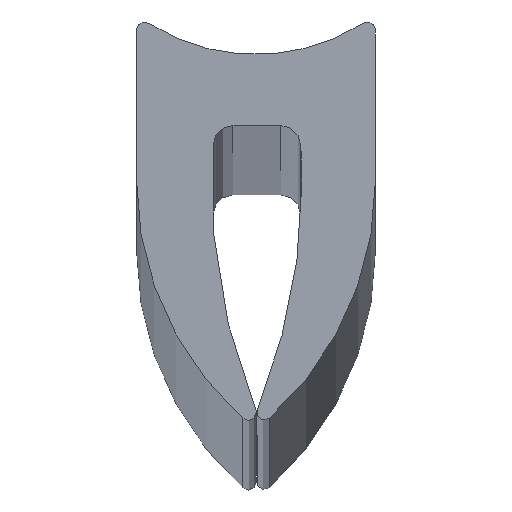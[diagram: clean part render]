
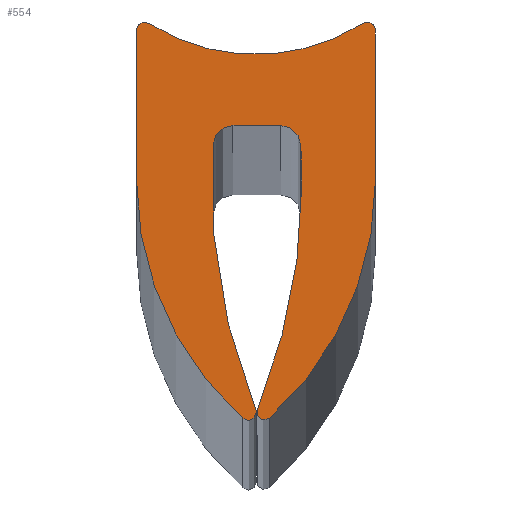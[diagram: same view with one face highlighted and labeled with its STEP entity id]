
A CAD part, top view. The second image highlights one B-rep face of the part: STEP entity #554.
In plain terms, the highlighted planar face has unit normal (0, 0, 1).
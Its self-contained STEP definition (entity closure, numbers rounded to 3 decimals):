
#2 = VERTEX_POINT ( 'NONE', #115 ) ;
#3 = VERTEX_POINT ( 'NONE', #114 ) ;
#5 = VERTEX_POINT ( 'NONE', #119 ) ;
#7 = VERTEX_POINT ( 'NONE', #123 ) ;
#8 = VERTEX_POINT ( 'NONE', #127 ) ;
#10 = VERTEX_POINT ( 'NONE', #125 ) ;
#14 = VERTEX_POINT ( 'NONE', #31 ) ;
#16 = VERTEX_POINT ( 'NONE', #118 ) ;
#17 = VERTEX_POINT ( 'NONE', #106 ) ;
#18 = VERTEX_POINT ( 'NONE', #94 ) ;
#23 = VERTEX_POINT ( 'NONE', #53 ) ;
#24 = VERTEX_POINT ( 'NONE', #52 ) ;
#30 = ORIENTED_EDGE ( 'NONE', *, *, #618, .T. ) ;
#31 = CARTESIAN_POINT ( 'NONE',  ( 2.987, 2.397, 0. ) ) ;
#32 = ORIENTED_EDGE ( 'NONE', *, *, #563, .T. ) ;
#40 = CARTESIAN_POINT ( 'NONE',  ( -0.339, -7.359, 0. ) ) ;
#45 = CARTESIAN_POINT ( 'NONE',  ( -3.013, -1.39, 0. ) ) ;
#46 = CARTESIAN_POINT ( 'NONE',  ( -0.591, 0., 0. ) ) ;
#47 = CARTESIAN_POINT ( 'NONE',  ( -0.006, -7.21, 0. ) ) ;
#48 = CARTESIAN_POINT ( 'NONE',  ( 2.679, 2.568, 0. ) ) ;
#52 = CARTESIAN_POINT ( 'NONE',  ( -2.705, 2.566, 0. ) ) ;
#53 = CARTESIAN_POINT ( 'NONE',  ( 1.109, -0.5, 0. ) ) ;
#56 = ORIENTED_EDGE ( 'NONE', *, *, #561, .T. ) ;
#63 = ORIENTED_EDGE ( 'NONE', *, *, #620, .T. ) ;
#64 = VERTEX_POINT ( 'NONE', #48 ) ;
#65 = VERTEX_POINT ( 'NONE', #47 ) ;
#66 = VERTEX_POINT ( 'NONE', #45 ) ;
#67 = VERTEX_POINT ( 'NONE', #46 ) ;
#69 = ORIENTED_EDGE ( 'NONE', *, *, #595, .T. ) ;
#71 = VERTEX_POINT ( 'NONE', #40 ) ;
#72 = ORIENTED_EDGE ( 'NONE', *, *, #536, .T. ) ;
#74 = ORIENTED_EDGE ( 'NONE', *, *, #557, .T. ) ;
#80 = ORIENTED_EDGE ( 'NONE', *, *, #607, .T. ) ;
#94 = CARTESIAN_POINT ( 'NONE',  ( 1.139, -1.449, 0. ) ) ;
#97 = ORIENTED_EDGE ( 'NONE', *, *, #625, .T. ) ;
#99 = EDGE_LOOP ( 'NONE', ( #30, #97, #74, #80, #105, #104, #121, #63, #128, #32, #108, #56, #288, #69, #72, #129, #132 ) ) ;
#104 = ORIENTED_EDGE ( 'NONE', *, *, #645, .T. ) ;
#105 = ORIENTED_EDGE ( 'NONE', *, *, #603, .T. ) ;
#106 = CARTESIAN_POINT ( 'NONE',  ( -0.021, -7.135, 0. ) ) ;
#108 = ORIENTED_EDGE ( 'NONE', *, *, #572, .T. ) ;
#114 = CARTESIAN_POINT ( 'NONE',  ( -3.013, 2.397, 0. ) ) ;
#115 = CARTESIAN_POINT ( 'NONE',  ( 0.024, -7.124, 0. ) ) ;
#118 = CARTESIAN_POINT ( 'NONE',  ( 0.32, -7.352, 0. ) ) ;
#119 = CARTESIAN_POINT ( 'NONE',  ( -1.091, -0.5, 0. ) ) ;
#121 = ORIENTED_EDGE ( 'NONE', *, *, #537, .T. ) ;
#123 = CARTESIAN_POINT ( 'NONE',  ( 2.987, -1.389, 0. ) ) ;
#125 = CARTESIAN_POINT ( 'NONE',  ( 0.609, 0., 0. ) ) ;
#127 = CARTESIAN_POINT ( 'NONE',  ( 2.987, 2.4, 0. ) ) ;
#128 = ORIENTED_EDGE ( 'NONE', *, *, #611, .T. ) ;
#129 = ORIENTED_EDGE ( 'NONE', *, *, #633, .T. ) ;
#132 = ORIENTED_EDGE ( 'NONE', *, *, #610, .T. ) ;
#179 = DIRECTION ( 'NONE',  ( 1., 0., 0. ) ) ;
#182 = DIRECTION ( 'NONE',  ( 0., 0., 1. ) ) ;
#183 = DIRECTION ( 'NONE',  ( 0., 0., 1. ) ) ;
#184 = DIRECTION ( 'NONE',  ( 1., 0., 0. ) ) ;
#186 = DIRECTION ( 'NONE',  ( 0., 0., 1. ) ) ;
#187 = CARTESIAN_POINT ( 'NONE',  ( -0.206, -7.21, 0. ) ) ;
#192 = DIRECTION ( 'NONE',  ( 0., 0., 1. ) ) ;
#194 = DIRECTION ( 'NONE',  ( 1., 0., 0. ) ) ;
#196 = CARTESIAN_POINT ( 'NONE',  ( 0.194, -7.21, 0. ) ) ;
#197 = DIRECTION ( 'NONE',  ( 1., 0., 0. ) ) ;
#201 = DIRECTION ( 'NONE',  ( 1., 0., 0. ) ) ;
#202 = CARTESIAN_POINT ( 'NONE',  ( -0.206, -7.21, 0. ) ) ;
#203 = DIRECTION ( 'NONE',  ( 1., 0., 0. ) ) ;
#204 = DIRECTION ( 'NONE',  ( 0., 0., 1. ) ) ;
#205 = DIRECTION ( 'NONE',  ( 1., 0., 0. ) ) ;
#217 = CARTESIAN_POINT ( 'NONE',  ( 4.987, -1.39, 0. ) ) ;
#218 = DIRECTION ( 'NONE',  ( 0., 0., -1. ) ) ;
#222 = CARTESIAN_POINT ( 'NONE',  ( -13.861, -1.449, 0. ) ) ;
#223 = CARTESIAN_POINT ( 'NONE',  ( 2.787, 2.4, 0. ) ) ;
#224 = DIRECTION ( 'NONE',  ( 0., 0., -1. ) ) ;
#288 = ORIENTED_EDGE ( 'NONE', *, *, #615, .T. ) ;
#302 = AXIS2_PLACEMENT_3D ( 'NONE', #409, #417, #416 ) ;
#305 = AXIS2_PLACEMENT_3D ( 'NONE', #401, #392, #410 ) ;
#341 = DIRECTION ( 'NONE',  ( 0., 1., 0. ) ) ;
#342 = CARTESIAN_POINT ( 'NONE',  ( 2.987, 2.397, 0. ) ) ;
#343 = LINE ( 'NONE', #342, #481 ) ;
#357 = DIRECTION ( 'NONE',  ( 1., 0., 0. ) ) ;
#358 = DIRECTION ( 'NONE',  ( 0., 0., 1. ) ) ;
#362 = CARTESIAN_POINT ( 'NONE',  ( -5.013, -1.389, 0. ) ) ;
#363 = DIRECTION ( 'NONE',  ( 1., 0., 0. ) ) ;
#364 = DIRECTION ( 'NONE',  ( 0., 0., 1. ) ) ;
#370 = DIRECTION ( 'NONE',  ( 1., 0., 0. ) ) ;
#371 = CARTESIAN_POINT ( 'NONE',  ( -0.015, 6.781, 0. ) ) ;
#372 = CARTESIAN_POINT ( 'NONE',  ( -0.591, -0.5, 0. ) ) ;
#382 = DIRECTION ( 'NONE',  ( 0., 0., 1. ) ) ;
#385 = DIRECTION ( 'NONE',  ( 0., 0., -1. ) ) ;
#390 = CARTESIAN_POINT ( 'NONE',  ( -0.591, 0., 0. ) ) ;
#392 = DIRECTION ( 'NONE',  ( 0., 0., 1. ) ) ;
#394 = CARTESIAN_POINT ( 'NONE',  ( 13.877, -1.49, 0. ) ) ;
#400 = PLANE ( 'NONE',  #462 ) ;
#401 = CARTESIAN_POINT ( 'NONE',  ( -2.813, 2.397, 0. ) ) ;
#403 = DIRECTION ( 'NONE',  ( 0., 0., -1. ) ) ;
#406 = DIRECTION ( 'NONE',  ( 1., 0., 0. ) ) ;
#408 = DIRECTION ( 'NONE',  ( 1., 0., 0. ) ) ;
#409 = CARTESIAN_POINT ( 'NONE',  ( -13.861, -1.449, 0. ) ) ;
#410 = DIRECTION ( 'NONE',  ( 1., 0., 0. ) ) ;
#411 = CARTESIAN_POINT ( 'NONE',  ( 2.787, 2.4, 0. ) ) ;
#416 = DIRECTION ( 'NONE',  ( 1., 0., 0. ) ) ;
#417 = DIRECTION ( 'NONE',  ( 0., 0., -1. ) ) ;
#428 = LINE ( 'NONE', #390, #504 ) ;
#432 = DIRECTION ( 'NONE',  ( 1., 0., 0. ) ) ;
#433 = CARTESIAN_POINT ( 'NONE',  ( -0.206, -7.21, 0. ) ) ;
#437 = AXIS2_PLACEMENT_3D ( 'NONE', #202, #186, #201 ) ;
#441 = AXIS2_PLACEMENT_3D ( 'NONE', #222, #218, #194 ) ;
#442 = AXIS2_PLACEMENT_3D ( 'NONE', #187, #183, #197 ) ;
#461 = VECTOR ( 'NONE', #668, 1000. ) ;
#462 = AXIS2_PLACEMENT_3D ( 'NONE', #433, #382, #406 ) ;
#469 = AXIS2_PLACEMENT_3D ( 'NONE', #394, #403, #408 ) ;
#474 = FACE_OUTER_BOUND ( 'NONE', #99, .T. ) ;
#481 = VECTOR ( 'NONE', #341, 1000. ) ;
#483 = AXIS2_PLACEMENT_3D ( 'NONE', #411, #364, #363 ) ;
#484 = AXIS2_PLACEMENT_3D ( 'NONE', #362, #358, #357 ) ;
#496 = AXIS2_PLACEMENT_3D ( 'NONE', #371, #385, #370 ) ;
#502 = AXIS2_PLACEMENT_3D ( 'NONE', #217, #182, #179 ) ;
#504 = VECTOR ( 'NONE', #432, 1000. ) ;
#505 = AXIS2_PLACEMENT_3D ( 'NONE', #372, #224, #203 ) ;
#508 = AXIS2_PLACEMENT_3D ( 'NONE', #196, #204, #205 ) ;
#509 = AXIS2_PLACEMENT_3D ( 'NONE', #223, #192, #184 ) ;
#522 = AXIS2_PLACEMENT_3D ( 'NONE', #679, #687, #686 ) ;
#536 = EDGE_CURVE ( 'NONE', #24, #3, #540, .T. ) ;
#537 = EDGE_CURVE ( 'NONE', #23, #18, #638, .T. ) ;
#538 = CIRCLE ( 'NONE', #522, 0.5 ) ;
#540 = CIRCLE ( 'NONE', #305, 0.2 ) ;
#552 = CIRCLE ( 'NONE', #509, 0.2 ) ;
#554 = ADVANCED_FACE ( 'NONE', ( #474 ), #400, .T. ) ;
#557 = EDGE_CURVE ( 'NONE', #17, #5, #571, .T. ) ;
#558 = CIRCLE ( 'NONE', #502, 8. ) ;
#561 = EDGE_CURVE ( 'NONE', #14, #8, #605, .T. ) ;
#563 = EDGE_CURVE ( 'NONE', #16, #7, #609, .T. ) ;
#568 = CIRCLE ( 'NONE', #496, 5. ) ;
#570 = CIRCLE ( 'NONE', #442, 0.2 ) ;
#571 = CIRCLE ( 'NONE', #469, 15. ) ;
#572 = EDGE_CURVE ( 'NONE', #7, #14, #343, .T. ) ;
#582 = CIRCLE ( 'NONE', #508, 0.19 ) ;
#587 = CIRCLE ( 'NONE', #505, 0.5 ) ;
#595 = EDGE_CURVE ( 'NONE', #64, #24, #568, .T. ) ;
#599 = CIRCLE ( 'NONE', #441, 15. ) ;
#603 = EDGE_CURVE ( 'NONE', #67, #10, #428, .T. ) ;
#605 = CIRCLE ( 'NONE', #483, 0.2 ) ;
#607 = EDGE_CURVE ( 'NONE', #5, #67, #587, .T. ) ;
#609 = CIRCLE ( 'NONE', #484, 8. ) ;
#610 = EDGE_CURVE ( 'NONE', #66, #71, #558, .T. ) ;
#611 = EDGE_CURVE ( 'NONE', #2, #16, #582, .T. ) ;
#615 = EDGE_CURVE ( 'NONE', #8, #64, #552, .T. ) ;
#618 = EDGE_CURVE ( 'NONE', #71, #65, #621, .T. ) ;
#620 = EDGE_CURVE ( 'NONE', #18, #2, #599, .T. ) ;
#621 = CIRCLE ( 'NONE', #437, 0.2 ) ;
#625 = EDGE_CURVE ( 'NONE', #65, #17, #570, .T. ) ;
#633 = EDGE_CURVE ( 'NONE', #3, #66, #672, .T. ) ;
#638 = CIRCLE ( 'NONE', #302, 15. ) ;
#645 = EDGE_CURVE ( 'NONE', #10, #23, #538, .T. ) ;
#668 = DIRECTION ( 'NONE',  ( 0., -1., 0. ) ) ;
#669 = CARTESIAN_POINT ( 'NONE',  ( -3.013, 2.397, 0. ) ) ;
#672 = LINE ( 'NONE', #669, #461 ) ;
#679 = CARTESIAN_POINT ( 'NONE',  ( 0.609, -0.5, 0. ) ) ;
#686 = DIRECTION ( 'NONE',  ( 1., 0., 0. ) ) ;
#687 = DIRECTION ( 'NONE',  ( 0., 0., -1. ) ) ;
